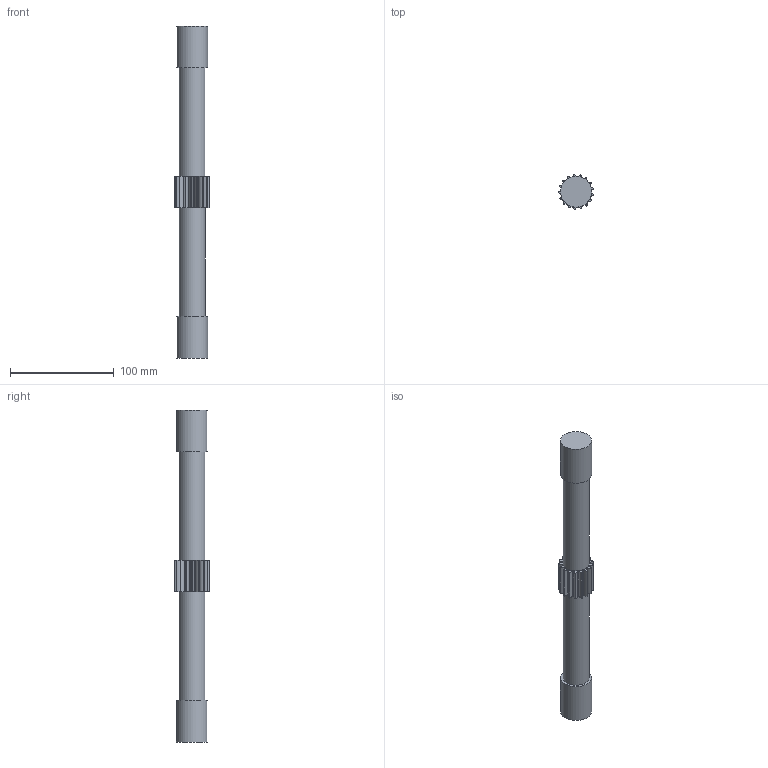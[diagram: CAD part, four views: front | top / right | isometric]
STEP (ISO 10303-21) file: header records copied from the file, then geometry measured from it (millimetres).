
FILE_DESCRIPTION(/* description */ ('Unknown'),/* implementation_level */ '2;1');
FILE_NAME(/* name */ 'Gear AA_FINAL',/* time_stamp */ '2024-05-19T15:26:15+02:00',/* author */ ('Unknown'),/* organization */ ('Unknown'),/* preprocessor_version */ 'ST-DEVELOPER v19.4',/* originating_system */ 'Solid Edge',/* authorisation */ 'Unknown');
FILE_SCHEMA (('AUTOMOTIVE_DESIGN {1 0 10303 214 3 1 1}'));
Length unit declared in the file: millimetre
Products named in the file (1): Gear AA2
Bounding box: 33.46 x 33.55 x 320 mm (x, y, z)
Volume: 180299.8 mm3; surface area: 31782.9 mm2
Topology: 1 solids, 1 shells, 112 faces, 318 edges, 212 vertices
Faces by surface type: bspline 68, cylinder 38, plane 6
Full cylindrical faces by diameter (mm): 25 x2, 30 x2
Entity records: 5650 total; most frequent: CARTESIAN_POINT 3313, ORIENTED_EDGE 628, EDGE_CURVE 314, DIRECTION 246, B_SPLINE_CURVE_WITH_KNOTS 234, VERTEX_POINT 212, AXIS2_PLACEMENT_3D 121, EDGE_LOOP 120
